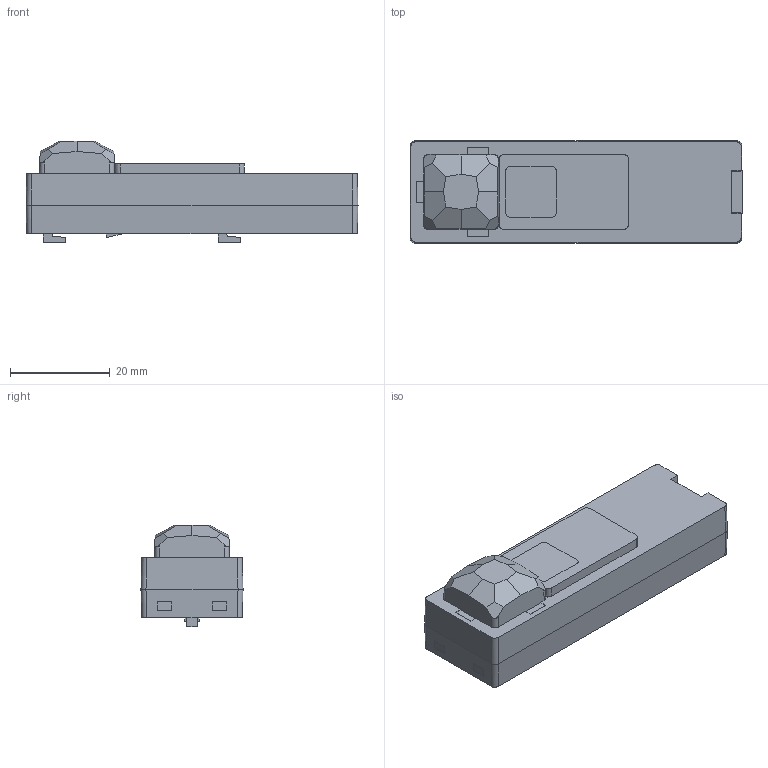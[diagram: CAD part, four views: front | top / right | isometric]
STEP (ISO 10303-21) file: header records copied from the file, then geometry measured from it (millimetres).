
FILE_DESCRIPTION(/* description */ (''),/* implementation_level */ '2;1');
FILE_NAME(/* name */ 'SENSOTEC-PIR-IPD.stp',/* time_stamp */ '2022-11-15T08:09:22+01:00',/* author */ (''),/* organization */ (''),/* preprocessor_version */ 'ST-DEVELOPER v18.1',/* originating_system */ 'SIEMENS PLM Software NX 1957',/* authorisation */ '');
FILE_SCHEMA (('AUTOMOTIVE_DESIGN { 1 0 10303 214 3 1 1 1 }'));
Length unit declared in the file: millimetre
Products named in the file (1): SENSOTEC-PIR-IPD
Bounding box: 66.42 x 20.42 x 20.3 mm (x, y, z)
Volume: 17897.4 mm3; surface area: 5356.6 mm2
Topology: 1 solids, 1 shells, 244 faces, 645 edges, 426 vertices
Faces by surface type: plane 155, cylinder 39, extrusion 36, bspline 14
Entity records: 12179 total; most frequent: CARTESIAN_POINT 4734, ORIENTED_EDGE 1282, DIRECTION 983, EDGE_CURVE 641, VECTOR 461, VERTEX_POINT 426, LINE 425, EDGE_LOOP 271
